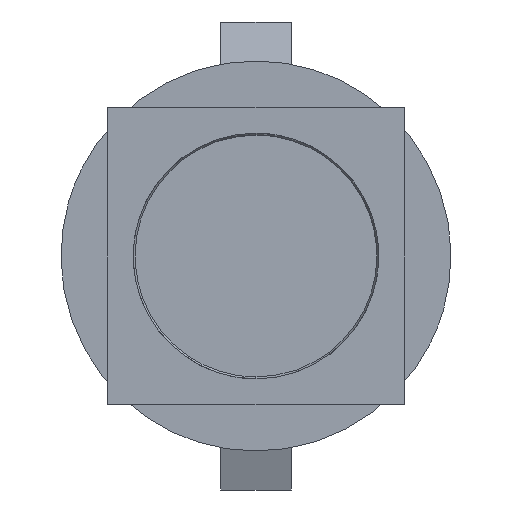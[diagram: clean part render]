
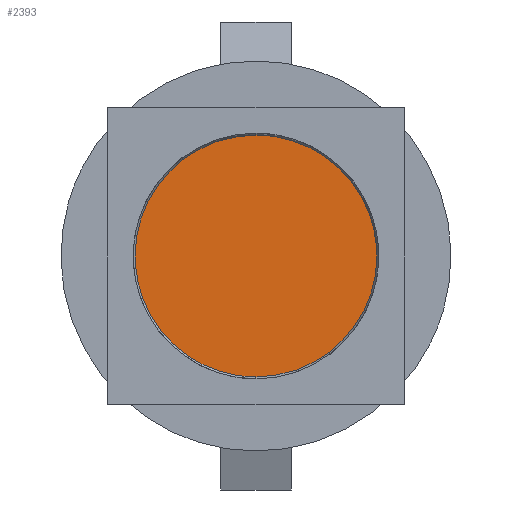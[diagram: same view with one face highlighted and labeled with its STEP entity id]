
A CAD part, front view. The second image highlights one B-rep face of the part: STEP entity #2393.
In plain terms, the highlighted free-form (B-spline) face has degree [1, 1] with [2, 2] control points.
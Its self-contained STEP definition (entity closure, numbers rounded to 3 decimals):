
#380 = VERTEX_POINT('',#381);
#381 = CARTESIAN_POINT('',(0.,0.,34.934));
#386 = EDGE_CURVE('',#387,#380,#389,.T.);
#387 = VERTEX_POINT('',#388);
#388 = CARTESIAN_POINT('',(0.,0.,-34.934));
#389 = ( BOUNDED_CURVE() B_SPLINE_CURVE(2,(#390,#391,#392,#393,#394),
.UNSPECIFIED.,.F.,.F.) B_SPLINE_CURVE_WITH_KNOTS((3,2,3),(0.,
1.571,3.142),.PIECEWISE_BEZIER_KNOTS.) CURVE() 
GEOMETRIC_REPRESENTATION_ITEM() RATIONAL_B_SPLINE_CURVE((1.,
0.707,1.,0.707,1.)) REPRESENTATION_ITEM('') );
#390 = CARTESIAN_POINT('',(0.,0.,-34.934));
#391 = CARTESIAN_POINT('',(34.934,0.,-34.934));
#392 = CARTESIAN_POINT('',(34.934,0.,0.));
#393 = CARTESIAN_POINT('',(34.934,0.,34.934));
#394 = CARTESIAN_POINT('',(0.,0.,34.934));
#2393 = ADVANCED_FACE('',(#2394),#2405,.T.);
#2394 = FACE_BOUND('',#2395,.T.);
#2395 = EDGE_LOOP('',(#2396,#2397));
#2396 = ORIENTED_EDGE('',*,*,#386,.T.);
#2397 = ORIENTED_EDGE('',*,*,#2398,.T.);
#2398 = EDGE_CURVE('',#380,#387,#2399,.T.);
#2399 = ( BOUNDED_CURVE() B_SPLINE_CURVE(2,(#2400,#2401,#2402,#2403,
#2404),.UNSPECIFIED.,.F.,.F.) B_SPLINE_CURVE_WITH_KNOTS((3,2,3),(
    3.142,4.712,6.283),
.PIECEWISE_BEZIER_KNOTS.) CURVE() GEOMETRIC_REPRESENTATION_ITEM() 
RATIONAL_B_SPLINE_CURVE((1.,0.707,1.,0.707,1.)) 
REPRESENTATION_ITEM('') );
#2400 = CARTESIAN_POINT('',(0.,0.,34.934));
#2401 = CARTESIAN_POINT('',(-34.934,0.,34.934));
#2402 = CARTESIAN_POINT('',(-34.934,0.,0.));
#2403 = CARTESIAN_POINT('',(-34.934,0.,-34.934));
#2404 = CARTESIAN_POINT('',(0.,0.,-34.934));
#2405 = B_SPLINE_SURFACE_WITH_KNOTS('',1,1,(
    (#2406,#2407)
    ,(#2408,#2409
    )),.UNSPECIFIED.,.F.,.F.,.F.,(2,2),(2,2),(-31.,31.),(-31.,31.),
  .PIECEWISE_BEZIER_KNOTS.);
#2406 = CARTESIAN_POINT('',(-34.934,0.,34.934));
#2407 = CARTESIAN_POINT('',(34.934,0.,34.934));
#2408 = CARTESIAN_POINT('',(-34.934,0.,-34.934));
#2409 = CARTESIAN_POINT('',(34.934,0.,-34.934));
